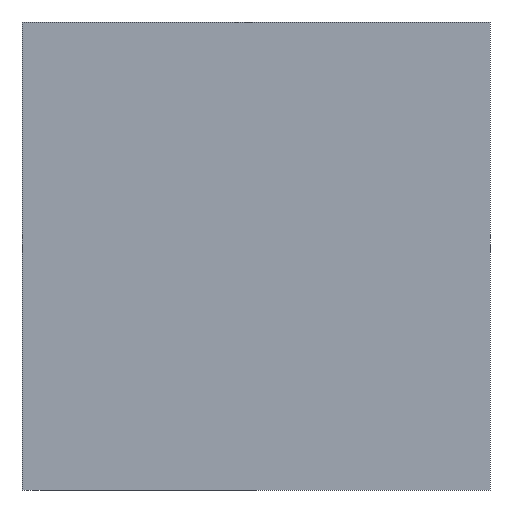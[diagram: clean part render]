
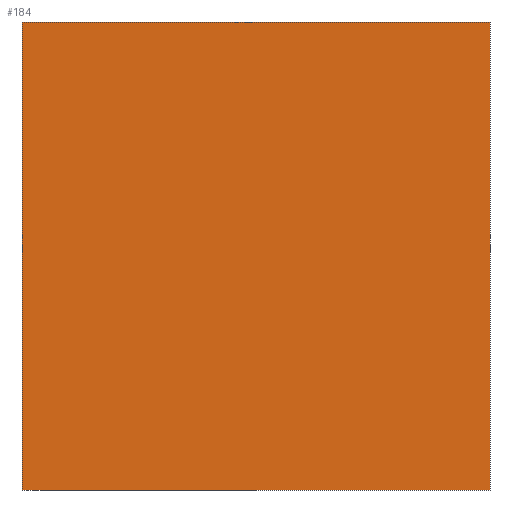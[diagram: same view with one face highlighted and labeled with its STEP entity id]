
A CAD part, front view. The second image highlights one B-rep face of the part: STEP entity #184.
In plain terms, the highlighted planar face has unit normal (0, -1, 0).
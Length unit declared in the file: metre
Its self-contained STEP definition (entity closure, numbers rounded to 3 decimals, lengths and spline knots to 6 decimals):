
#44=ORIENTED_EDGE('',*,*,#77,.T.);
#45=ORIENTED_EDGE('',*,*,#80,.T.);
#46=ORIENTED_EDGE('',*,*,#65,.F.);
#47=ORIENTED_EDGE('',*,*,#62,.F.);
#62=EDGE_CURVE('',#86,#87,#102,.T.);
#65=EDGE_CURVE('',#87,#89,#105,.T.);
#77=EDGE_CURVE('',#86,#99,#117,.T.);
#80=EDGE_CURVE('',#99,#89,#120,.T.);
#86=VERTEX_POINT('',#263);
#87=VERTEX_POINT('',#265);
#89=VERTEX_POINT('',#271);
#99=VERTEX_POINT('',#293);
#102=LINE('',#264,#126);
#105=LINE('',#270,#129);
#117=LINE('',#294,#141);
#120=LINE('',#299,#144);
#126=VECTOR('',#217,1.);
#129=VECTOR('',#222,1.);
#141=VECTOR('',#236,1.);
#144=VECTOR('',#243,1.);
#154=EDGE_LOOP('',(#44,#45,#46,#47));
#164=FACE_BOUND('',#154,.T.);
#174=PLANE('',#207);
#184=ADVANCED_FACE('',(#164),#174,.F.);
#207=AXIS2_PLACEMENT_3D('',#302,#247,#248);
#217=DIRECTION('',(0.,0.,1.));
#222=DIRECTION('',(1.,0.,0.));
#236=DIRECTION('',(1.,0.,0.));
#243=DIRECTION('',(0.,0.,1.));
#247=DIRECTION('',(0.,1.,0.));
#248=DIRECTION('',(1.,0.,0.));
#263=CARTESIAN_POINT('',(-0.0025,0.,-0.0025));
#264=CARTESIAN_POINT('',(-0.0025,0.,0.));
#265=CARTESIAN_POINT('',(-0.0025,0.,0.0025));
#270=CARTESIAN_POINT('',(0.,0.,0.0025));
#271=CARTESIAN_POINT('',(0.0025,0.,0.0025));
#293=CARTESIAN_POINT('',(0.0025,0.,-0.0025));
#294=CARTESIAN_POINT('',(0.,0.,-0.0025));
#299=CARTESIAN_POINT('',(0.0025,0.,0.));
#302=CARTESIAN_POINT('',(0.,0.,0.));
